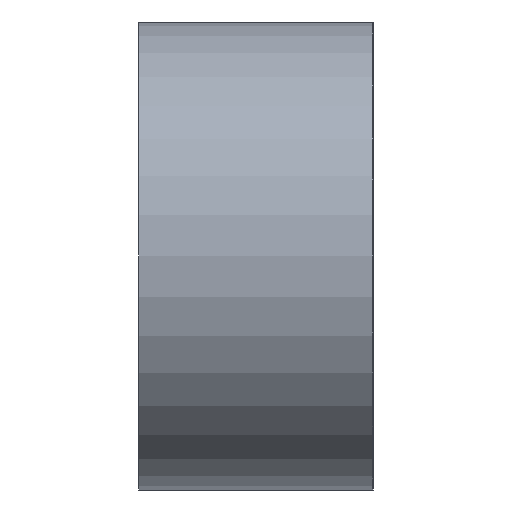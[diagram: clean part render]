
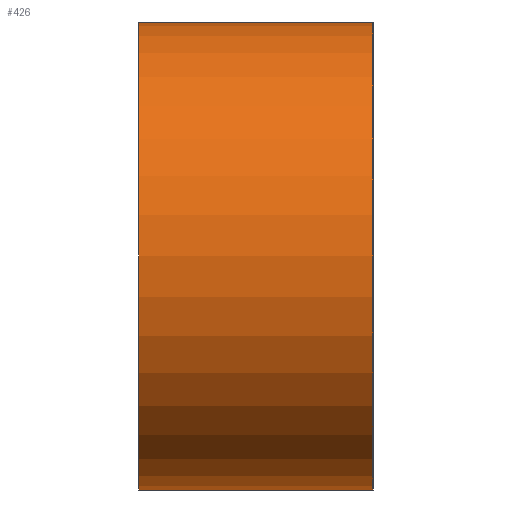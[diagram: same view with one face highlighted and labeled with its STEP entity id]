
A CAD part, left-side view. The second image highlights one B-rep face of the part: STEP entity #426.
In plain terms, the highlighted cylindrical face has radius 4 mm (diameter 8 mm), a partial arc.
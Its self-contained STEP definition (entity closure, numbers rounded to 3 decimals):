
#7 = DIRECTION ( 'NONE',  ( 0., 0., 1. ) ) ;
#74 = VERTEX_POINT ( 'NONE', #1074 ) ;
#87 = AXIS2_PLACEMENT_3D ( 'NONE', #524, #1038, #7 ) ;
#108 = DIRECTION ( 'NONE',  ( 0., -1., 0. ) ) ;
#111 = AXIS2_PLACEMENT_3D ( 'NONE', #506, #798, #705 ) ;
#126 = CARTESIAN_POINT ( 'NONE',  ( -56., 4., 4. ) ) ;
#134 = ORIENTED_EDGE ( 'NONE', *, *, #356, .T. ) ;
#137 = VERTEX_POINT ( 'NONE', #1275 ) ;
#143 = DIRECTION ( 'NONE',  ( 0., -1., 0. ) ) ;
#180 = CARTESIAN_POINT ( 'NONE',  ( -56., 0., 0. ) ) ;
#207 = CARTESIAN_POINT ( 'NONE',  ( -56., 4., -4. ) ) ;
#223 = CARTESIAN_POINT ( 'NONE',  ( -56., 0., -4. ) ) ;
#272 = AXIS2_PLACEMENT_3D ( 'NONE', #180, #1324, #623 ) ;
#287 = ORIENTED_EDGE ( 'NONE', *, *, #1068, .F. ) ;
#334 = FACE_OUTER_BOUND ( 'NONE', #1081, .T. ) ;
#356 = EDGE_CURVE ( 'NONE', #697, #137, #1267, .T. ) ;
#394 = VECTOR ( 'NONE', #143, 1000. ) ;
#420 = LINE ( 'NONE', #207, #711 ) ;
#426 = ADVANCED_FACE ( 'NONE', ( #334 ), #738, .T. ) ;
#444 = EDGE_CURVE ( 'NONE', #74, #972, #659, .T. ) ;
#506 = CARTESIAN_POINT ( 'NONE',  ( -56., 4., 0. ) ) ;
#524 = CARTESIAN_POINT ( 'NONE',  ( -56., 4., 0. ) ) ;
#529 = EDGE_CURVE ( 'NONE', #74, #697, #420, .T. ) ;
#623 = DIRECTION ( 'NONE',  ( 0., 0., 1. ) ) ;
#659 = CIRCLE ( 'NONE', #87, 4. ) ;
#697 = VERTEX_POINT ( 'NONE', #223 ) ;
#705 = DIRECTION ( 'NONE',  ( 0., 0., -1. ) ) ;
#711 = VECTOR ( 'NONE', #108, 1000. ) ;
#738 = CYLINDRICAL_SURFACE ( 'NONE', #111, 4. ) ;
#798 = DIRECTION ( 'NONE',  ( 0., -1., 0. ) ) ;
#972 = VERTEX_POINT ( 'NONE', #126 ) ;
#1038 = DIRECTION ( 'NONE',  ( 0., 1., 0. ) ) ;
#1068 = EDGE_CURVE ( 'NONE', #972, #137, #1116, .T. ) ;
#1074 = CARTESIAN_POINT ( 'NONE',  ( -56., 4., -4. ) ) ;
#1081 = EDGE_LOOP ( 'NONE', ( #134, #287, #1124, #1242 ) ) ;
#1116 = LINE ( 'NONE', #1180, #394 ) ;
#1124 = ORIENTED_EDGE ( 'NONE', *, *, #444, .F. ) ;
#1180 = CARTESIAN_POINT ( 'NONE',  ( -56., 4., 4. ) ) ;
#1242 = ORIENTED_EDGE ( 'NONE', *, *, #529, .T. ) ;
#1267 = CIRCLE ( 'NONE', #272, 4. ) ;
#1275 = CARTESIAN_POINT ( 'NONE',  ( -56., 0., 4. ) ) ;
#1324 = DIRECTION ( 'NONE',  ( 0., 1., 0. ) ) ;
